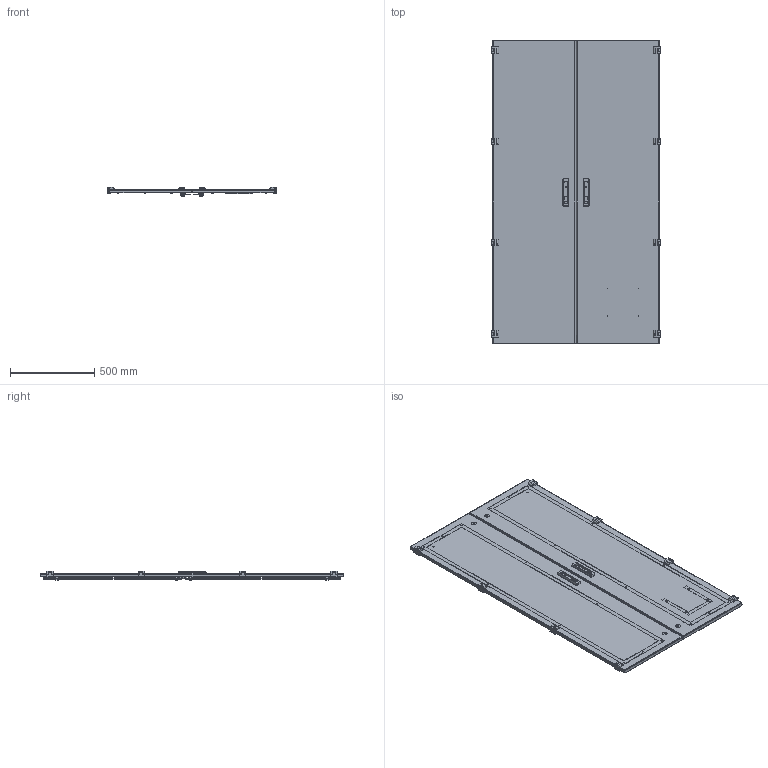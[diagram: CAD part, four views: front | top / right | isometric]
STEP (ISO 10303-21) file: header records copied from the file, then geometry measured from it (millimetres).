
FILE_DESCRIPTION (( 'STEP AP203' ), '1' );
FILE_NAME ('Êîìïëåêò äâåðåé FORT äëÿ êîðïóñà âûñîòîé 1800 è øèðèíîé 1000 IP31 EKF PROxima.STEP', '2021-05-25T06:41:20', ( '' ), ( '' ), 'SwSTEP 2.0', 'SolidWorks 2021', '' );
FILE_SCHEMA (( 'CONFIG_CONTROL_DESIGN' ));
Length unit declared in the file: millimetre
Products named in the file (30): 幄鍧 獲闃 900; 昈-1238.02.00.002 忺謽鳧; pan head cross collar screw_din_DIN 967 - M4 x 16 - Z --- 14.6N; ÌÈ-1293.02.01.000 ÑÁ Äâåðü ïðàâàÿ 500õ1800 â ñáîðå; êîðïóñ ïåòëè1; 剒蜲錪 獲闃; Ìåõàíèçì äâåðè Àòîñ; Çàìîê â ñáîðå Àòîñ ëåâûé; ÌÈ-1293.02.01.001 Äâåðü ïðàâàÿ 500õ1800; Øïèëüêà ïðèâàðíàÿ Ì6õ20 DIN 13918; hex thin nut gradeb_din_Hexagon Nut ISO 4036 - M6 - N; ÌÈ-1293.02.02.000 ÑÁ Äâåðü ëåâàÿ 500õ1800 â ñáîðå; îñíîâàíèå ïåòëè1; Çàìîê â ñáîðå Àòîñ; Øïèëüêà ïðèâàðíàÿ Ì6õ25 DIN 13918; ÌÈ-983.02.00.005 Óãîëîê ìîíòàæíûé; Äåðæàòåëü òÿãè àòîñ; ÌÈ-1293.02.02.001 Äâåðü ëåâàÿ 500õ1800; Óãëîâàÿ ïåòëÿ Àòîñ; Äåðæàòåëü øòîêà; Øïèëüêà Ì6õ12; Êîìïëåêò äâåðåé FORT äëÿ êîðïóñà âûñîòîé 1800 è øèðèíîé 1000 IP31 EKF PROxima; countersunk raised head cross recess screw_din_DIN EN ISO 7047 - M4 x 10 - Z - 10N; ÌÈ-1021.02.00.003 Ïðîôèëü äâåðíîé áîëüøîé 1800; countersunk raised head cross recess screw_din_DIN EN ISO 7047 - M4 x 8 - Z - 8N; 幄鍧 獲闃 800; Êîðïóñ äâåðíîé ðó÷êè Àòîñ; hex flange nut_din_Hexagon Flange Nut DIN 6923 - M6 - N; îñü ïåòëè; ÌÈ-1238.02.00.004 Ïðîôèëü äâåðíîé ìàëûé 500
Assembly tree (118 placements, depth 4):
  Êîìïëåêò äâåðåé FORT äëÿ êîðïóñà âûñîòîé 1800 è øèðèíîé 1000 IP31 EKF PROxima
    ÌÈ-1293.02.01.000 ÑÁ Äâåðü ïðàâàÿ 500õ1800 â ñáîðå
      ÌÈ-1293.02.01.001 Äâåðü ïðàâàÿ 500õ1800
      Óãëîâàÿ ïåòëÿ Àòîñ  x4
        îñíîâàíèå ïåòëè1
        êîðïóñ ïåòëè1
        îñü ïåòëè
      Øïèëüêà Ì6õ12  x5
      Çàìîê â ñáîðå Àòîñ
        Êîðïóñ äâåðíîé ðó÷êè Àòîñ
        Ìåõàíèçì äâåðè Àòîñ
        剒蜲錪 獲闃
        pan head cross collar screw_din_DIN 967 - M4 x 16 - Z --- 14.6N  x2
      Äåðæàòåëü òÿãè àòîñ  x2
      hex thin nut gradeb_din_Hexagon Nut ISO 4036 - M6 - N  x2
      幄鍧 獲闃 800
      幄鍧 獲闃 900
      countersunk raised head cross recess screw_din_DIN EN ISO 7047 - M4 x 10 - Z - 10N  x2
      Øïèëüêà ïðèâàðíàÿ Ì6õ25 DIN 13918  x2
      Äåðæàòåëü øòîêà  x2
      ÌÈ-983.02.00.005 Óãîëîê ìîíòàæíûé  x4
      Øïèëüêà ïðèâàðíàÿ Ì6õ20 DIN 13918  x10
      ÌÈ-1238.02.00.004 Ïðîôèëü äâåðíîé ìàëûé 500  x2
      ÌÈ-1021.02.00.003 Ïðîôèëü äâåðíîé áîëüøîé 1800  x2
      hex flange nut_din_Hexagon Flange Nut DIN 6923 - M6 - N  x14
      昈-1238.02.00.002 忺謽鳧
    ÌÈ-1293.02.02.000 ÑÁ Äâåðü ëåâàÿ 500õ1800 â ñáîðå
      ÌÈ-1293.02.02.001 Äâåðü ëåâàÿ 500õ1800
      Çàìîê â ñáîðå Àòîñ ëåâûé
        Êîðïóñ äâåðíîé ðó÷êè Àòîñ
        Ìåõàíèçì äâåðè Àòîñ
        剒蜲錪 獲闃
        pan head cross collar screw_din_DIN 967 - M4 x 16 - Z --- 14.6N  x2
      Óãëîâàÿ ïåòëÿ Àòîñ  x4
        îñíîâàíèå ïåòëè1
        êîðïóñ ïåòëè1
        îñü ïåòëè
      Øïèëüêà Ì6õ12
      Øïèëüêà ïðèâàðíàÿ Ì6õ20 DIN 13918  x10
      Øïèëüêà ïðèâàðíàÿ Ì6õ25 DIN 13918  x2
      Äåðæàòåëü òÿãè àòîñ  x2
      hex thin nut gradeb_din_Hexagon Nut ISO 4036 - M6 - N  x2
      幄鍧 獲闃 800
      幄鍧 獲闃 900
      Äåðæàòåëü øòîêà  x2
      ÌÈ-983.02.00.005 Óãîëîê ìîíòàæíûé  x4
      ÌÈ-1021.02.00.003 Ïðîôèëü äâåðíîé áîëüøîé 1800  x2
      ÌÈ-1238.02.00.004 Ïðîôèëü äâåðíîé ìàëûé 500  x2
      countersunk raised head cross recess screw_din_DIN EN ISO 7047 - M4 x 8 - Z - 8N  x2
      hex flange nut_din_Hexagon Flange Nut DIN 6923 - M6 - N  x10
Bounding box: 999.5 x 1800 x 58.1 mm (x, y, z)
Volume: 5085085.7 mm3; surface area: 5078310 mm2
Topology: 127 solids, 127 shells, 4023 faces, 9585 edges, 5910 vertices
Faces by surface type: plane 1653, cylinder 1570, cone 420, bspline 300, torus 64, sphere 16
Entity records: 39948 total; most frequent: CARTESIAN_POINT 9100, DIRECTION 5516, ORIENTED_EDGE 4998, EDGE_CURVE 2499, AXIS2_PLACEMENT_3D 2114, VERTEX_POINT 1556, EDGE_LOOP 1323, VECTOR 1288
